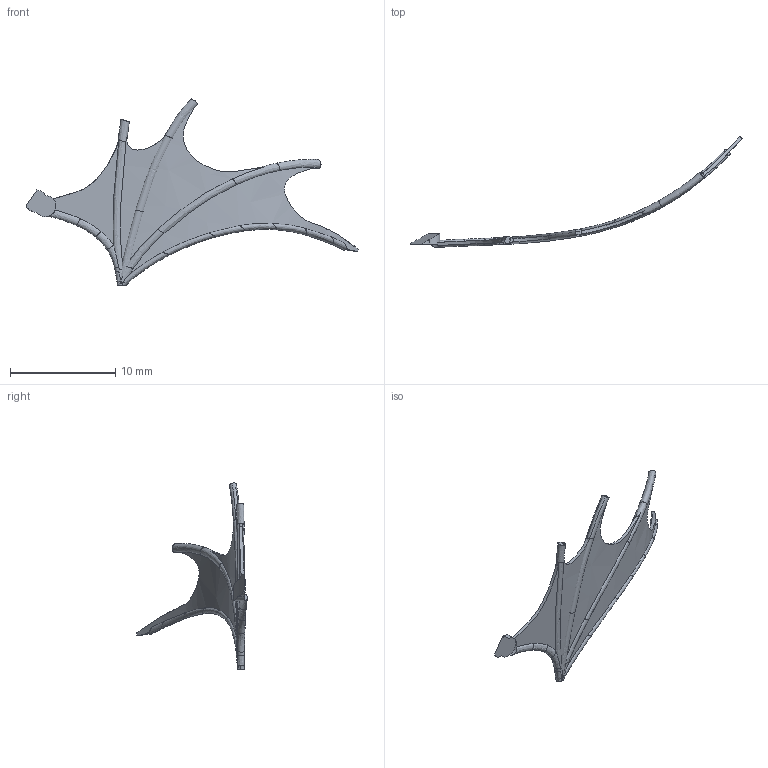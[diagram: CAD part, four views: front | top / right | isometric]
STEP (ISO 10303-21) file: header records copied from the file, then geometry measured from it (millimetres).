
FILE_DESCRIPTION(/* description */ (''),/* implementation_level */ '2;1');
FILE_NAME(/* name */ '',/* time_stamp */ '2023-01-14T22:21:36+08:00',/* author */ (''),/* organization */ (''),/* preprocessor_version */ 'ST-DEVELOPER v19.2',/* originating_system */ 'Autodesk Translation Framework v11.17.0.187',/* authorisation */ '');
FILE_SCHEMA (('AUTOMOTIVE_DESIGN { 1 0 10303 214 3 1 1 }'));
Length unit declared in the file: millimetre
Products named in the file (2): 翅膀01 v2(镜像); 翅膀02(镜像) (1)
Assembly tree (1 placements, depth 2):
  翅膀01 v2(镜像)
    翅膀02(镜像) (1)
Bounding box: 31.59 x 10.56 x 17.73 mm (x, y, z)
Volume: 81.1 mm3; surface area: 495.3 mm2
Topology: 2 solids, 2 shells, 68 faces, 187 edges, 122 vertices
Faces by surface type: bspline 56, plane 8, cylinder 4
Entity records: 18064 total; most frequent: CARTESIAN_POINT 16802, ORIENTED_EDGE 370, EDGE_CURVE 185, B_SPLINE_CURVE_WITH_KNOTS 163, VERTEX_POINT 124, EDGE_LOOP 71, FACE_OUTER_BOUND 68, ADVANCED_FACE 68
